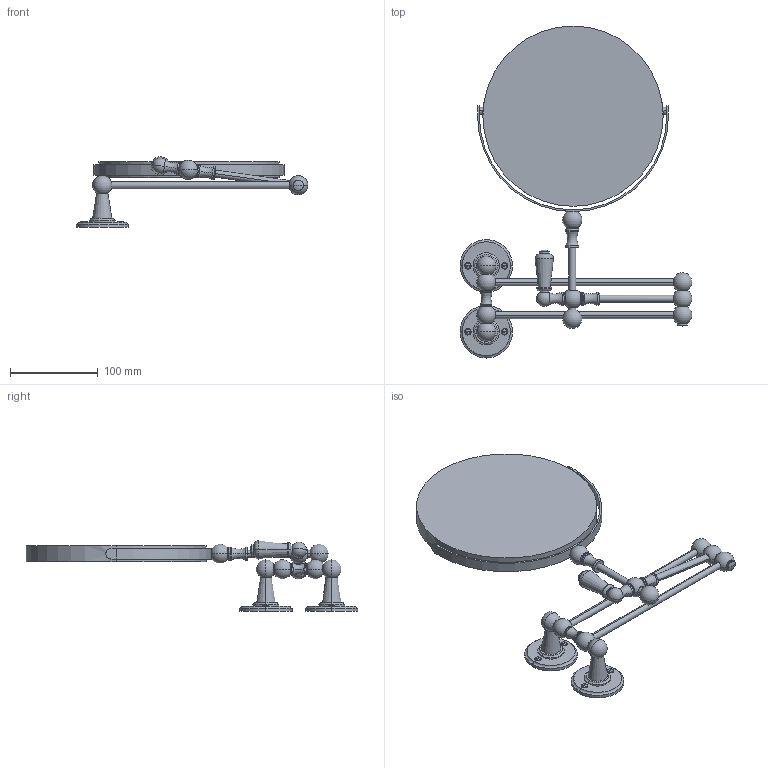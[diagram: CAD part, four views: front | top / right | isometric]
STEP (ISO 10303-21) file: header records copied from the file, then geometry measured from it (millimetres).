
FILE_DESCRIPTION((''),'2;1');
FILE_NAME('5027001_ASM','2020-11-28T21:46:52',('25393'),(''),'CREO PARAMETRIC BY PTC INC, 2018020','CREO PARAMETRIC BY PTC INC, 2018020','');
FILE_SCHEMA(('CONFIG_CONTROL_DESIGN'));
Length unit declared in the file: millimetre
Products named in the file (35): 5027001-162_AF0; 5027001-092_AF0; 5027001-163; 5027001-111_AF0_ASM; 5027001-312_AF0; 5027001-072_AF2; 5027001-312_AF1; 5027001-162; 5027001-092; 5027001-112_ASM; 5027001-312; 5027001-165; 5027001-093; 5027001-113_ASM; 5027001-312_AF2; 5027001-312_AF3; 5027001-013; 5027001-012_AF0; 2004109-012_AF0; 2004109-012_AF1; ZG-4_2X38-YDY_AF0; ZG-4_2X38-YDY; ZG-4_2X38-YDY_AF1; 5027001-073; 5027001-094; 5027001-114_ASM; 5027001-133; 7053258-141_AF2; 5027001-075; 5027001-166; 5027001-074; 5027001-076; 5027001-134; 5027001-071_ASM; 5027001_ASM
Assembly tree (39 placements, depth 3):
  5027001_ASM
    5027001-111_AF0_ASM
      5027001-162_AF0
      5027001-092_AF0
      5027001-163
    5027001-312_AF0
    5027001-072_AF2
    5027001-312_AF1
    5027001-112_ASM
      5027001-162  x2
      5027001-092
    5027001-312  x3
    5027001-113_ASM
      5027001-165
      5027001-093
      5027001-162
    5027001-312_AF2
    5027001-312_AF3
    5027001-013
    5027001-012_AF0
    2004109-012_AF0
    2004109-012_AF1
    ZG-4_2X38-YDY_AF0
    ZG-4_2X38-YDY  x2
    ZG-4_2X38-YDY_AF1
    5027001-114_ASM
      5027001-073
      5027001-094
    5027001-133
    7053258-141_AF2
    5027001-075
    5027001-166
    5027001-071_ASM
      5027001-074
      5027001-076
      5027001-134
Bounding box: 265 x 379.18 x 80.66 mm (x, y, z)
Volume: 768250.2 mm3; surface area: 147607.9 mm2
Topology: 34 solids, 34 shells, 338 faces, 707 edges, 431 vertices
Faces by surface type: cylinder 130, plane 94, torus 50, sphere 34, cone 30
Entity records: 8985 total; most frequent: DIRECTION 1718, CARTESIAN_POINT 1697, ORIENTED_EDGE 1202, AXIS2_PLACEMENT_3D 771, EDGE_CURVE 601, CIRCLE 387, VERTEX_POINT 373, EDGE_LOOP 318
